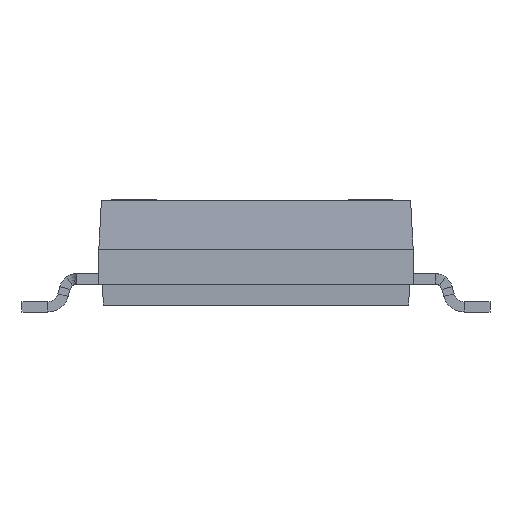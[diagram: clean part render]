
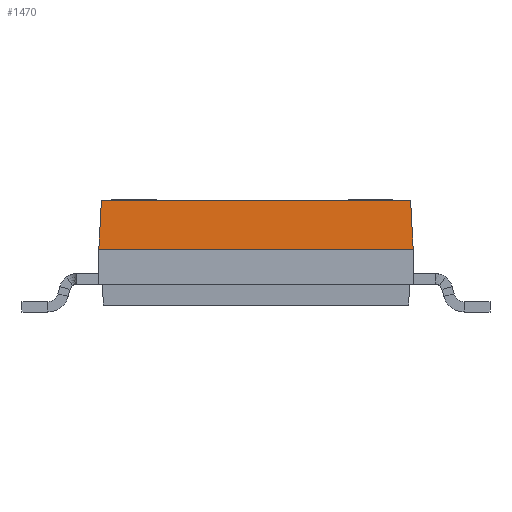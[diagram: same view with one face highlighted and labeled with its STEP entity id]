
A CAD part, left-side view. The second image highlights one B-rep face of the part: STEP entity #1470.
In plain terms, the highlighted planar face has unit normal (-0.999, 0, 0.052).
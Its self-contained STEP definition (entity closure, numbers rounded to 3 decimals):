
#1470=ADVANCED_FACE('',(#4173),#4175,.T.);
#4173=FACE_BOUND('',#4174,.T.);
#4174=EDGE_LOOP('',(#6262,#6263,#6264,#6265));
#4175=PLANE('',#4176);
#4176=AXIS2_PLACEMENT_3D('',#4177,#4178,#4179);
#4177=CARTESIAN_POINT('',(-5.695,2.25,0.9));
#4178=DIRECTION('',(-0.999,0.,0.052));
#4179=DIRECTION('',(0.,-1.,0.));
#6262=ORIENTED_EDGE('',*,*,#7627,.T.);
#6263=ORIENTED_EDGE('',*,*,#7628,.T.);
#6264=ORIENTED_EDGE('',*,*,#7294,.F.);
#6265=ORIENTED_EDGE('',*,*,#7617,.F.);
#7294=EDGE_CURVE('',#8121,#8123,#8124,.T.);
#7617=EDGE_CURVE('',#8676,#8121,#8678,.T.);
#7627=EDGE_CURVE('',#8676,#8692,#8693,.T.);
#7628=EDGE_CURVE('',#8692,#8123,#8694,.T.);
#8121=VERTEX_POINT('',#9586);
#8123=VERTEX_POINT('',#9590);
#8124=LINE('',#9591,#9592);
#8676=VERTEX_POINT('',#10878);
#8678=LINE('',#10882,#10883);
#8692=VERTEX_POINT('',#10917);
#8693=LINE('',#10918,#10919);
#8694=LINE('',#10921,#10922);
#9586=CARTESIAN_POINT('',(-5.658,2.213,1.6));
#9590=CARTESIAN_POINT('',(-5.658,-2.213,1.6));
#9591=CARTESIAN_POINT('',(-5.658,2.213,1.6));
#9592=VECTOR('',#9593,1.);
#9593=DIRECTION('',(0.,-1.,0.));
#10878=CARTESIAN_POINT('',(-5.695,2.25,0.9));
#10882=CARTESIAN_POINT('',(-5.695,2.25,0.9));
#10883=VECTOR('',#10884,1.);
#10884=DIRECTION('',(0.052,-0.052,0.997));
#10917=CARTESIAN_POINT('',(-5.695,-2.25,0.9));
#10918=CARTESIAN_POINT('',(-5.695,2.25,0.9));
#10919=VECTOR('',#10920,1.);
#10920=DIRECTION('',(0.,-1.,0.));
#10921=CARTESIAN_POINT('',(-5.695,-2.25,0.9));
#10922=VECTOR('',#10923,1.);
#10923=DIRECTION('',(0.052,0.052,0.997));
